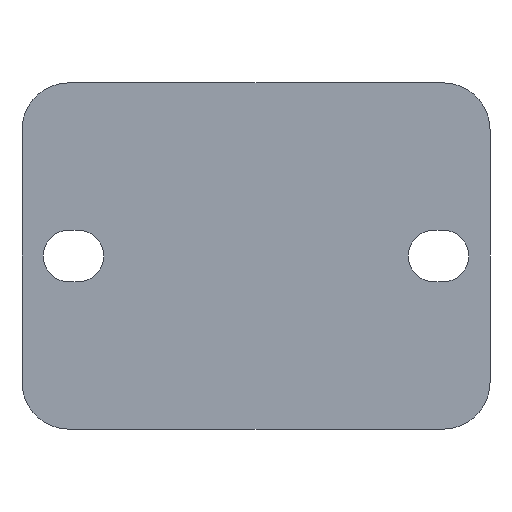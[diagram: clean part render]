
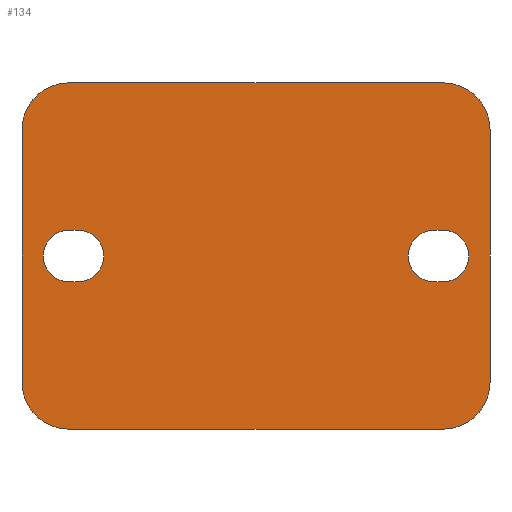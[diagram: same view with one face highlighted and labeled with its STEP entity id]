
A CAD part, front view. The second image highlights one B-rep face of the part: STEP entity #134.
In plain terms, the highlighted planar face has unit normal (0, -1, 0).
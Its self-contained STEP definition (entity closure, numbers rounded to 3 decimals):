
#134 = ADVANCED_FACE( '', ( #339, #340, #341 ), #342, .F. );
#339 = FACE_BOUND( '', #636, .T. );
#340 = FACE_BOUND( '', #637, .T. );
#341 = FACE_OUTER_BOUND( '', #638, .T. );
#342 = PLANE( '', #639 );
#636 = EDGE_LOOP( '', ( #983, #984, #985, #986 ) );
#637 = EDGE_LOOP( '', ( #987, #988, #989, #990 ) );
#638 = EDGE_LOOP( '', ( #991, #992, #993, #994, #995, #996, #997, #998 ) );
#639 = AXIS2_PLACEMENT_3D( '', #999, #1000, #1001 );
#983 = ORIENTED_EDGE( '', *, *, #1729, .T. );
#984 = ORIENTED_EDGE( '', *, *, #1730, .T. );
#985 = ORIENTED_EDGE( '', *, *, #1731, .T. );
#986 = ORIENTED_EDGE( '', *, *, #1732, .T. );
#987 = ORIENTED_EDGE( '', *, *, #1683, .T. );
#988 = ORIENTED_EDGE( '', *, *, #1733, .T. );
#989 = ORIENTED_EDGE( '', *, *, #1734, .T. );
#990 = ORIENTED_EDGE( '', *, *, #1735, .T. );
#991 = ORIENTED_EDGE( '', *, *, #1736, .F. );
#992 = ORIENTED_EDGE( '', *, *, #1737, .F. );
#993 = ORIENTED_EDGE( '', *, *, #1738, .F. );
#994 = ORIENTED_EDGE( '', *, *, #1739, .F. );
#995 = ORIENTED_EDGE( '', *, *, #1740, .F. );
#996 = ORIENTED_EDGE( '', *, *, #1741, .F. );
#997 = ORIENTED_EDGE( '', *, *, #1691, .F. );
#998 = ORIENTED_EDGE( '', *, *, #1705, .F. );
#999 = CARTESIAN_POINT( '', ( -20., 0., -13.5 ) );
#1000 = DIRECTION( '', ( 0., 1., 0. ) );
#1001 = DIRECTION( '', ( 0., 0., 1. ) );
#1683 = EDGE_CURVE( '', #1993, #1994, #1995, .T. );
#1691 = EDGE_CURVE( '', #2007, #2008, #2009, .T. );
#1705 = EDGE_CURVE( '', #2033, #2007, #2034, .T. );
#1729 = EDGE_CURVE( '', #2075, #2076, #2077, .T. );
#1730 = EDGE_CURVE( '', #2076, #2078, #2079, .T. );
#1731 = EDGE_CURVE( '', #2078, #2080, #2081, .T. );
#1732 = EDGE_CURVE( '', #2080, #2075, #2082, .T. );
#1733 = EDGE_CURVE( '', #1994, #2083, #2084, .T. );
#1734 = EDGE_CURVE( '', #2083, #2085, #2086, .T. );
#1735 = EDGE_CURVE( '', #2085, #1993, #2087, .T. );
#1736 = EDGE_CURVE( '', #2088, #2033, #2089, .T. );
#1737 = EDGE_CURVE( '', #2090, #2088, #2091, .T. );
#1738 = EDGE_CURVE( '', #2092, #2090, #2093, .T. );
#1739 = EDGE_CURVE( '', #2094, #2092, #2095, .T. );
#1740 = EDGE_CURVE( '', #2096, #2094, #2097, .T. );
#1741 = EDGE_CURVE( '', #2008, #2096, #2098, .T. );
#1993 = VERTEX_POINT( '', #2451 );
#1994 = VERTEX_POINT( '', #2452 );
#1995 = LINE( '', #2453, #2454 );
#2007 = VERTEX_POINT( '', #2469 );
#2008 = VERTEX_POINT( '', #2470 );
#2009 = CIRCLE( '', #2471, 5. );
#2033 = VERTEX_POINT( '', #2505 );
#2034 = LINE( '', #2506, #2507 );
#2075 = VERTEX_POINT( '', #2566 );
#2076 = VERTEX_POINT( '', #2567 );
#2077 = LINE( '', #2568, #2569 );
#2078 = VERTEX_POINT( '', #2570 );
#2079 = CIRCLE( '', #2571, 2.75 );
#2080 = VERTEX_POINT( '', #2572 );
#2081 = LINE( '', #2573, #2574 );
#2082 = CIRCLE( '', #2575, 2.75 );
#2083 = VERTEX_POINT( '', #2576 );
#2084 = CIRCLE( '', #2577, 2.75 );
#2085 = VERTEX_POINT( '', #2578 );
#2086 = LINE( '', #2579, #2580 );
#2087 = CIRCLE( '', #2581, 2.75 );
#2088 = VERTEX_POINT( '', #2582 );
#2089 = CIRCLE( '', #2583, 5. );
#2090 = VERTEX_POINT( '', #2584 );
#2091 = LINE( '', #2585, #2586 );
#2092 = VERTEX_POINT( '', #2587 );
#2093 = CIRCLE( '', #2588, 5. );
#2094 = VERTEX_POINT( '', #2589 );
#2095 = LINE( '', #2590, #2591 );
#2096 = VERTEX_POINT( '', #2592 );
#2097 = CIRCLE( '', #2593, 5. );
#2098 = LINE( '', #2594, #2595 );
#2451 = CARTESIAN_POINT( '', ( 20., 0., -2.75 ) );
#2452 = CARTESIAN_POINT( '', ( 19., 0., -2.75 ) );
#2453 = CARTESIAN_POINT( '', ( 20., 0., -2.75 ) );
#2454 = VECTOR( '', #3176, 1000. );
#2469 = CARTESIAN_POINT( '', ( -25., 0., 13.5 ) );
#2470 = CARTESIAN_POINT( '', ( -20., 0., 18.5 ) );
#2471 = AXIS2_PLACEMENT_3D( '', #3186, #3187, #3188 );
#2505 = CARTESIAN_POINT( '', ( -25., 0., -13.5 ) );
#2506 = CARTESIAN_POINT( '', ( -25., 0., -13.5 ) );
#2507 = VECTOR( '', #3202, 1000. );
#2566 = CARTESIAN_POINT( '', ( -19., 0., -2.75 ) );
#2567 = CARTESIAN_POINT( '', ( -20., 0., -2.75 ) );
#2568 = CARTESIAN_POINT( '', ( -19., 0., -2.75 ) );
#2569 = VECTOR( '', #3221, 1000. );
#2570 = CARTESIAN_POINT( '', ( -20., 0., 2.75 ) );
#2571 = AXIS2_PLACEMENT_3D( '', #3222, #3223, #3224 );
#2572 = CARTESIAN_POINT( '', ( -19., 0., 2.75 ) );
#2573 = CARTESIAN_POINT( '', ( -20., 0., 2.75 ) );
#2574 = VECTOR( '', #3225, 1000. );
#2575 = AXIS2_PLACEMENT_3D( '', #3226, #3227, #3228 );
#2576 = CARTESIAN_POINT( '', ( 19., 0., 2.75 ) );
#2577 = AXIS2_PLACEMENT_3D( '', #3229, #3230, #3231 );
#2578 = CARTESIAN_POINT( '', ( 20., 0., 2.75 ) );
#2579 = CARTESIAN_POINT( '', ( 19., 0., 2.75 ) );
#2580 = VECTOR( '', #3232, 1000. );
#2581 = AXIS2_PLACEMENT_3D( '', #3233, #3234, #3235 );
#2582 = CARTESIAN_POINT( '', ( -20., 0., -18.5 ) );
#2583 = AXIS2_PLACEMENT_3D( '', #3236, #3237, #3238 );
#2584 = CARTESIAN_POINT( '', ( 20., 0., -18.5 ) );
#2585 = CARTESIAN_POINT( '', ( 20., 0., -18.5 ) );
#2586 = VECTOR( '', #3239, 1000. );
#2587 = CARTESIAN_POINT( '', ( 25., 0., -13.5 ) );
#2588 = AXIS2_PLACEMENT_3D( '', #3240, #3241, #3242 );
#2589 = CARTESIAN_POINT( '', ( 25., 0., 13.5 ) );
#2590 = CARTESIAN_POINT( '', ( 25., 0., 13.5 ) );
#2591 = VECTOR( '', #3243, 1000. );
#2592 = CARTESIAN_POINT( '', ( 20., 0., 18.5 ) );
#2593 = AXIS2_PLACEMENT_3D( '', #3244, #3245, #3246 );
#2594 = CARTESIAN_POINT( '', ( -20., 0., 18.5 ) );
#2595 = VECTOR( '', #3247, 1000. );
#3176 = DIRECTION( '', ( -1., 0., 0. ) );
#3186 = CARTESIAN_POINT( '', ( -20., 0., 13.5 ) );
#3187 = DIRECTION( '', ( 0., 1., 0. ) );
#3188 = DIRECTION( '', ( 1., 0., 0. ) );
#3202 = DIRECTION( '', ( 0., 0., 1. ) );
#3221 = DIRECTION( '', ( -1., 0., 0. ) );
#3222 = CARTESIAN_POINT( '', ( -20., 0., 0. ) );
#3223 = DIRECTION( '', ( 0., 1., 0. ) );
#3224 = DIRECTION( '', ( 1., 0., 0. ) );
#3225 = DIRECTION( '', ( 1., 0., 0. ) );
#3226 = CARTESIAN_POINT( '', ( -19., 0., 0. ) );
#3227 = DIRECTION( '', ( 0., 1., 0. ) );
#3228 = DIRECTION( '', ( 1., 0., 0. ) );
#3229 = CARTESIAN_POINT( '', ( 19., 0., 0. ) );
#3230 = DIRECTION( '', ( 0., 1., 0. ) );
#3231 = DIRECTION( '', ( 1., 0., 0. ) );
#3232 = DIRECTION( '', ( 1., 0., 0. ) );
#3233 = CARTESIAN_POINT( '', ( 20., 0., 0. ) );
#3234 = DIRECTION( '', ( 0., 1., 0. ) );
#3235 = DIRECTION( '', ( 1., 0., 0. ) );
#3236 = CARTESIAN_POINT( '', ( -20., 0., -13.5 ) );
#3237 = DIRECTION( '', ( 0., 1., 0. ) );
#3238 = DIRECTION( '', ( 1., 0., 0. ) );
#3239 = DIRECTION( '', ( -1., 0., 0. ) );
#3240 = CARTESIAN_POINT( '', ( 20., 0., -13.5 ) );
#3241 = DIRECTION( '', ( 0., 1., 0. ) );
#3242 = DIRECTION( '', ( 1., 0., 0. ) );
#3243 = DIRECTION( '', ( 0., 0., -1. ) );
#3244 = CARTESIAN_POINT( '', ( 20., 0., 13.5 ) );
#3245 = DIRECTION( '', ( 0., 1., 0. ) );
#3246 = DIRECTION( '', ( 1., 0., 0. ) );
#3247 = DIRECTION( '', ( 1., 0., 0. ) );
